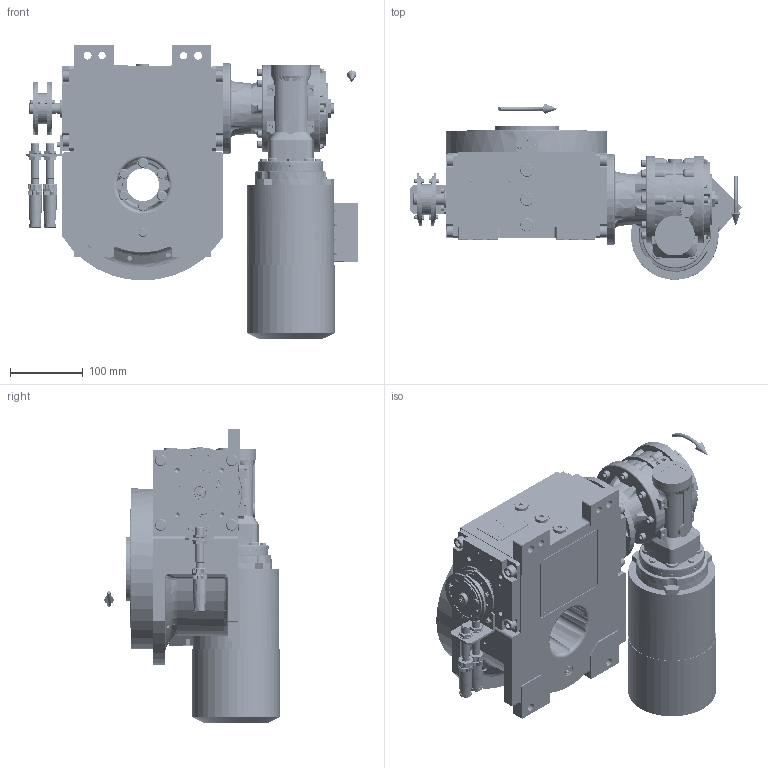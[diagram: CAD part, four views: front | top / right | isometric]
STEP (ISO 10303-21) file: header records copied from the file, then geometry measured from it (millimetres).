
FILE_DESCRIPTION (( 'STEP AP203' ), '1' );
FILE_NAME ('PC5200650.step', '2024-09-18T15:29:49', ( '' ), ( '' ), 'SwSTEP 2.0', 'SolidWorks 2020', '' );
FILE_SCHEMA (( 'CONFIG_CONTROL_DESIGN' ));
Length unit declared in the file: millimetre
Products named in the file (91): AS_rig06_002_bl_001; cfn2401_02_005; cfn2000_01_103; cfn2000_01_184; cfn2115_01_005; cfn2155_01_056; CFN2104_02_017^RIG06_005_ASM_rig06_071_06_m_asm(2)_rig06_071_06_m_asm.stp; olio_agip_blasia_150; 900_00_00_005; AS_rig06_071_6_m; rig06_016; cfn2000_01_126; cfn2205_01_013; cfn2151_01_090; cfn2151_01_290; cfn2155_01_303; AS_rig06_016; freccia_angolare_albero; rig06_071_06_m_asm.stp; cfn2000_01_124; BM63B14; CFN2000_01_185^RIG06_005_ASM_rig06_071_06_m_asm(2)_rig06_071_06_m_asm.stp; rig06_005_n_01; AS_cfn2476_01_002_60x46; rig06_004_s_001; cfn2276_01_074; cfn2128_19_002; RIG06_021_AF0^RIG06_005_ASM_rig06_071_06_m_asm(2)_rig06_071_06_m_asm.stp; rig06_003_6; cfn2476_01_002_60x46; cfn2115_02_165; cfn2128_04_004; cfn2000_01_161; cfn2151_01_109; AS_cfn2400_04_024; freccia_angolare; cfn2003_01_054; cfn2107_01_001; 900_38_10_028; AS_rig06_004_s_001 ...
Assembly tree (87 placements, depth 5):
  olio_agip_blasia_150
  cfn2205_01_013
  cfn2151_01_090
  cfn2151_01_290
  cfn2276_01_074
Bounding box: 457.63 x 241.99 x 405.99 mm (x, y, z)
Volume: 6116833.1 mm3; surface area: 1139137.3 mm2
Topology: 75 solids, 75 shells, 6113 faces, 15615 edges, 9912 vertices
Faces by surface type: plane 2750, cylinder 2115, cone 1031, torus 191, bspline 20, sphere 6
Entity records: 174114 total; most frequent: CARTESIAN_POINT 45500, DIRECTION 24976, ORIENTED_EDGE 24822, EDGE_CURVE 12411, AXIS2_PLACEMENT_3D 9195, VERTEX_POINT 7966, VECTOR 6586, LINE 6586
